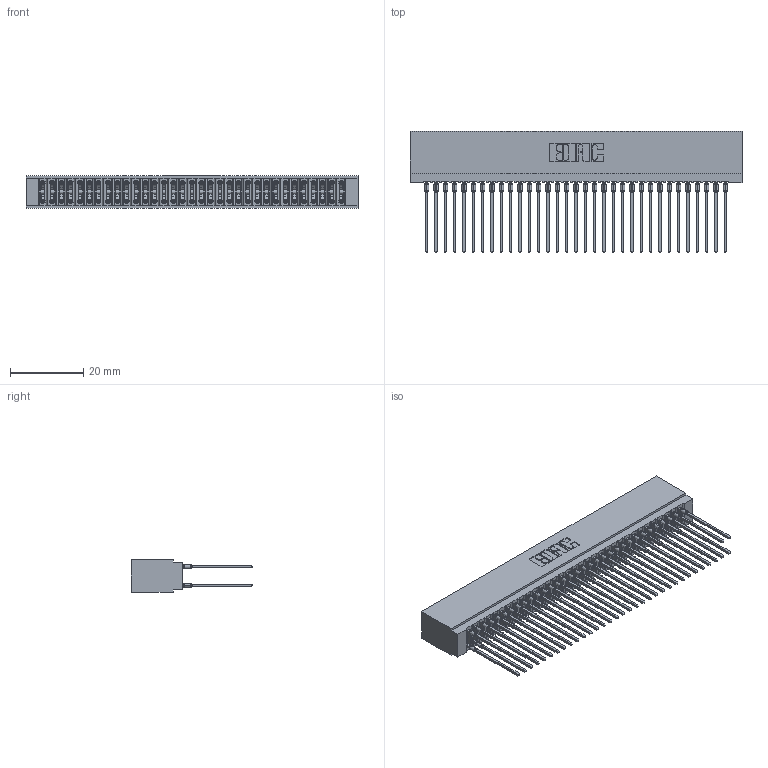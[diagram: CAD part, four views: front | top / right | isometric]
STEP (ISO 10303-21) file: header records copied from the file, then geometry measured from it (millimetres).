
FILE_DESCRIPTION (( 'STEP AP203' ), '1' );
FILE_NAME ('725-066-541-201.STEP', '2026-02-24T18:27:25', ( '' ), ( '' ), 'SwSTEP 2.0', 'SolidWorks 2023', '' );
FILE_SCHEMA (( 'CONFIG_CONTROL_DESIGN' ));
Length unit declared in the file: millimetre
Products named in the file (3): 745-292-001_541; 725 Part_Insulator Option - 01; 725-066-541-201
Assembly tree (67 placements, depth 2):
  725-066-541-201
    725 Part_Insulator Option - 01
    745-292-001_541  x66
Bounding box: 90.42 x 33.03 x 8.89 mm (x, y, z)
Volume: 7539.5 mm3; surface area: 17036.5 mm2
Topology: 67 solids, 67 shells, 6002 faces, 16127 edges, 10134 vertices
Faces by surface type: plane 3091, bspline 1320, cylinder 1195, torus 396
Entity records: 56749 total; most frequent: CARTESIAN_POINT 10347, ORIENTED_EDGE 9764, DIRECTION 8540, EDGE_CURVE 4882, VECTOR 4502, LINE 4502, VERTEX_POINT 3114, AXIS2_PLACEMENT_3D 2019
